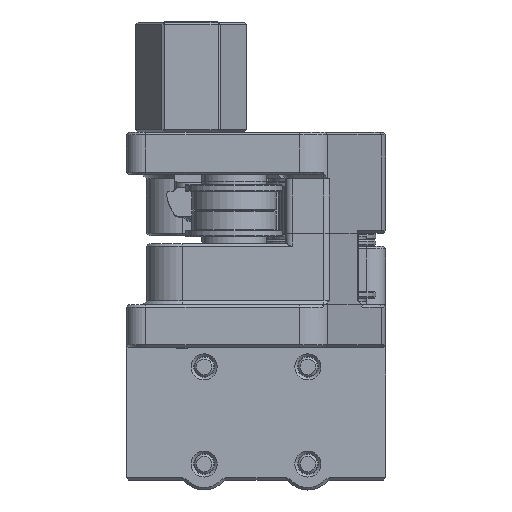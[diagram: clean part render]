
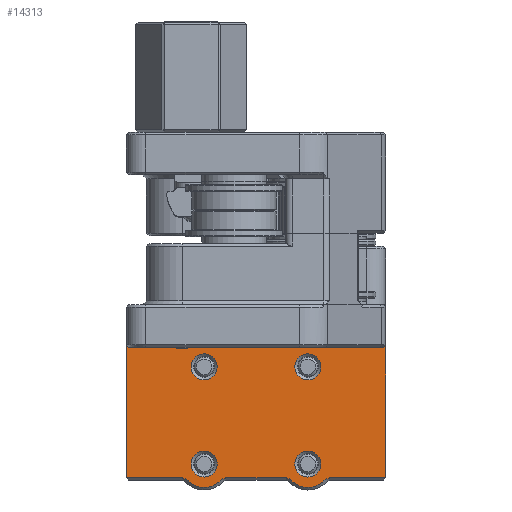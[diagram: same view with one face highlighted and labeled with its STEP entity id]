
A CAD part, left-side view. The second image highlights one B-rep face of the part: STEP entity #14313.
In plain terms, the highlighted face is planar.
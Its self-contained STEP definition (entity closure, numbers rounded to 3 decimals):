
#822=FACE_BOUND('',#2468,.T.);
#823=FACE_BOUND('',#2469,.T.);
#824=FACE_BOUND('',#2470,.T.);
#825=FACE_BOUND('',#2471,.T.);
#1030=PLANE('',#15613);
#1543=FACE_OUTER_BOUND('',#2467,.T.);
#2467=EDGE_LOOP('',(#10576,#10577,#10578,#10579,#10580,#10581,#10582,#10583,
#10584,#10585,#10586,#10587,#10588,#10589));
#2468=EDGE_LOOP('',(#10590));
#2469=EDGE_LOOP('',(#10591));
#2470=EDGE_LOOP('',(#10592));
#2471=EDGE_LOOP('',(#10593));
#3506=LINE('',#23790,#4606);
#3507=LINE('',#23793,#4607);
#3510=LINE('',#23801,#4610);
#3513=LINE('',#23806,#4613);
#3514=LINE('',#23809,#4614);
#3517=LINE('',#23817,#4617);
#3520=LINE('',#23822,#4620);
#3528=LINE('',#24035,#4628);
#3560=LINE('',#24551,#4660);
#3561=LINE('',#24552,#4661);
#3562=LINE('',#24554,#4662);
#3563=LINE('',#24555,#4663);
#4606=VECTOR('',#17919,1000.);
#4607=VECTOR('',#17922,1000.);
#4610=VECTOR('',#17931,1000.);
#4613=VECTOR('',#17936,1000.);
#4614=VECTOR('',#17939,1000.);
#4617=VECTOR('',#17948,1000.);
#4620=VECTOR('',#17953,1000.);
#4628=VECTOR('',#17997,1000.);
#4660=VECTOR('',#18087,1000.);
#4661=VECTOR('',#18088,1000.);
#4662=VECTOR('',#18089,1000.);
#4663=VECTOR('',#18090,1000.);
#5618=CIRCLE('',#15559,3.6);
#5619=CIRCLE('',#15564,3.6);
#5620=CIRCLE('',#15568,2.);
#5621=CIRCLE('',#15570,2.);
#5622=CIRCLE('',#15572,2.);
#5623=CIRCLE('',#15574,2.);
#6533=VERTEX_POINT('',#23786);
#6534=VERTEX_POINT('',#23788);
#6535=VERTEX_POINT('',#23792);
#6536=VERTEX_POINT('',#23796);
#6537=VERTEX_POINT('',#23800);
#6538=VERTEX_POINT('',#23804);
#6539=VERTEX_POINT('',#23808);
#6540=VERTEX_POINT('',#23812);
#6541=VERTEX_POINT('',#23816);
#6542=VERTEX_POINT('',#23820);
#6543=VERTEX_POINT('',#23824);
#6544=VERTEX_POINT('',#23828);
#6545=VERTEX_POINT('',#23832);
#6546=VERTEX_POINT('',#23836);
#6556=VERTEX_POINT('',#24033);
#6557=VERTEX_POINT('',#24034);
#6578=VERTEX_POINT('',#24550);
#6579=VERTEX_POINT('',#24553);
#7967=EDGE_CURVE('',#6533,#6534,#3506,.T.);
#7968=EDGE_CURVE('',#6533,#6535,#3507,.T.);
#7970=EDGE_CURVE('',#6536,#6535,#5618,.F.);
#7972=EDGE_CURVE('',#6536,#6537,#3510,.T.);
#7975=EDGE_CURVE('',#6538,#6537,#3513,.T.);
#7976=EDGE_CURVE('',#6538,#6539,#3514,.T.);
#7979=EDGE_CURVE('',#6540,#6539,#5619,.F.);
#7980=EDGE_CURVE('',#6540,#6541,#3517,.T.);
#7983=EDGE_CURVE('',#6542,#6541,#3520,.T.);
#7985=EDGE_CURVE('',#6543,#6543,#5620,.T.);
#7987=EDGE_CURVE('',#6544,#6544,#5621,.T.);
#7989=EDGE_CURVE('',#6545,#6545,#5622,.T.);
#7991=EDGE_CURVE('',#6546,#6546,#5623,.T.);
#8002=EDGE_CURVE('',#6556,#6557,#3528,.F.);
#8048=EDGE_CURVE('',#6578,#6556,#3560,.T.);
#8049=EDGE_CURVE('',#6542,#6557,#3561,.T.);
#8050=EDGE_CURVE('',#6534,#6579,#3562,.T.);
#8051=EDGE_CURVE('',#6579,#6578,#3563,.T.);
#10576=ORIENTED_EDGE('',*,*,#8048,.T.);
#10577=ORIENTED_EDGE('',*,*,#8002,.T.);
#10578=ORIENTED_EDGE('',*,*,#8049,.F.);
#10579=ORIENTED_EDGE('',*,*,#7983,.T.);
#10580=ORIENTED_EDGE('',*,*,#7980,.F.);
#10581=ORIENTED_EDGE('',*,*,#7979,.T.);
#10582=ORIENTED_EDGE('',*,*,#7976,.F.);
#10583=ORIENTED_EDGE('',*,*,#7975,.T.);
#10584=ORIENTED_EDGE('',*,*,#7972,.F.);
#10585=ORIENTED_EDGE('',*,*,#7970,.T.);
#10586=ORIENTED_EDGE('',*,*,#7968,.F.);
#10587=ORIENTED_EDGE('',*,*,#7967,.T.);
#10588=ORIENTED_EDGE('',*,*,#8050,.T.);
#10589=ORIENTED_EDGE('',*,*,#8051,.T.);
#10590=ORIENTED_EDGE('',*,*,#7991,.T.);
#10591=ORIENTED_EDGE('',*,*,#7989,.T.);
#10592=ORIENTED_EDGE('',*,*,#7987,.T.);
#10593=ORIENTED_EDGE('',*,*,#7985,.T.);
#14313=ADVANCED_FACE('',(#1543,#822,#823,#824,#825),#1030,.F.);
#15559=AXIS2_PLACEMENT_3D('',#23797,#17926,#17927);
#15564=AXIS2_PLACEMENT_3D('',#23814,#17944,#17945);
#15568=AXIS2_PLACEMENT_3D('',#23826,#17957,#17958);
#15570=AXIS2_PLACEMENT_3D('',#23830,#17962,#17963);
#15572=AXIS2_PLACEMENT_3D('',#23834,#17967,#17968);
#15574=AXIS2_PLACEMENT_3D('',#23838,#17972,#17973);
#15613=AXIS2_PLACEMENT_3D('',#24549,#18085,#18086);
#17919=DIRECTION('',(-1.,0.,0.));
#17922=DIRECTION('',(0.911,0.,-0.413));
#17926=DIRECTION('center_axis',(0.,-1.,0.));
#17927=DIRECTION('ref_axis',(0.,0.,-1.));
#17931=DIRECTION('',(0.911,0.,0.413));
#17936=DIRECTION('',(-1.,0.,0.));
#17939=DIRECTION('',(0.911,0.,-0.413));
#17944=DIRECTION('center_axis',(0.,-1.,0.));
#17945=DIRECTION('ref_axis',(0.,0.,-1.));
#17948=DIRECTION('',(0.911,0.,0.413));
#17953=DIRECTION('',(-1.,0.,0.));
#17957=DIRECTION('center_axis',(0.,-1.,0.));
#17958=DIRECTION('ref_axis',(0.,0.,-1.));
#17962=DIRECTION('center_axis',(0.,-1.,0.));
#17963=DIRECTION('ref_axis',(0.,0.,-1.));
#17967=DIRECTION('center_axis',(0.,-1.,0.));
#17968=DIRECTION('ref_axis',(0.,0.,-1.));
#17972=DIRECTION('center_axis',(0.,-1.,0.));
#17973=DIRECTION('ref_axis',(0.,0.,-1.));
#17997=DIRECTION('',(-0.707,0.,-0.707));
#18085=DIRECTION('center_axis',(0.,-1.,0.));
#18086=DIRECTION('ref_axis',(1.,0.,0.));
#18087=DIRECTION('',(1.,0.,0.));
#18088=DIRECTION('',(0.,0.,1.));
#18089=DIRECTION('',(0.,0.,1.));
#18090=DIRECTION('',(0.707,0.,-0.707));
#23786=CARTESIAN_POINT('',(8.691,0.,0.4));
#23788=CARTESIAN_POINT('',(0.,0.,0.4));
#23790=CARTESIAN_POINT('',(20.,0.,0.4));
#23792=CARTESIAN_POINT('',(9.293,0.,0.127));
#23793=CARTESIAN_POINT('',(9.293,0.,0.127));
#23796=CARTESIAN_POINT('',(14.707,0.,0.127));
#23797=CARTESIAN_POINT('Origin',(12.,0.,2.5));
#23800=CARTESIAN_POINT('',(15.309,0.,0.4));
#23801=CARTESIAN_POINT('',(15.309,0.,0.4));
#23804=CARTESIAN_POINT('',(24.691,0.,0.4));
#23806=CARTESIAN_POINT('',(20.,0.,0.4));
#23808=CARTESIAN_POINT('',(25.293,0.,0.127));
#23809=CARTESIAN_POINT('',(25.293,0.,0.127));
#23812=CARTESIAN_POINT('',(30.707,0.,0.127));
#23814=CARTESIAN_POINT('Origin',(28.,0.,2.5));
#23816=CARTESIAN_POINT('',(31.309,0.,0.4));
#23817=CARTESIAN_POINT('',(31.309,0.,0.4));
#23820=CARTESIAN_POINT('',(40.,0.,0.4));
#23822=CARTESIAN_POINT('',(20.,0.,0.4));
#23824=CARTESIAN_POINT('',(28.,0.,15.5));
#23826=CARTESIAN_POINT('Origin',(28.,0.,17.5));
#23828=CARTESIAN_POINT('',(12.,0.,15.5));
#23830=CARTESIAN_POINT('Origin',(12.,0.,17.5));
#23832=CARTESIAN_POINT('',(12.,0.,0.5));
#23834=CARTESIAN_POINT('Origin',(12.,0.,2.5));
#23836=CARTESIAN_POINT('',(28.,0.,0.5));
#23838=CARTESIAN_POINT('Origin',(28.,0.,2.5));
#24033=CARTESIAN_POINT('',(39.6,0.,20.5));
#24034=CARTESIAN_POINT('',(40.,0.,20.9));
#24035=CARTESIAN_POINT('',(24.675,0.,5.575));
#24549=CARTESIAN_POINT('Origin',(20.,0.,10.25));
#24550=CARTESIAN_POINT('',(0.4,0.,20.5));
#24551=CARTESIAN_POINT('',(20.,0.,20.5));
#24552=CARTESIAN_POINT('',(40.,0.,10.25));
#24553=CARTESIAN_POINT('',(0.,0.,20.9));
#24554=CARTESIAN_POINT('',(0.,0.,10.25));
#24555=CARTESIAN_POINT('',(15.325,0.,5.575));
